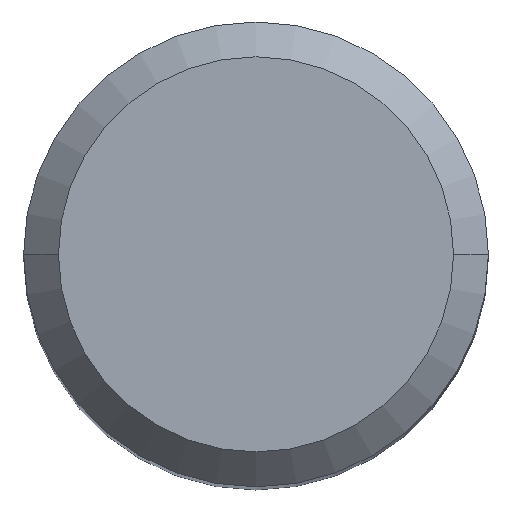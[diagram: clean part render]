
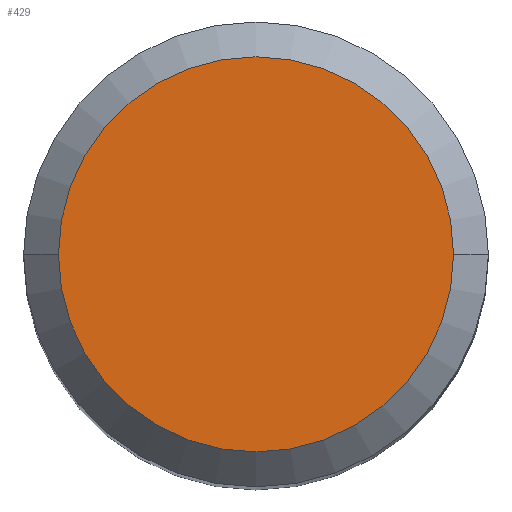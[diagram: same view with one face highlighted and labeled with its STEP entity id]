
A CAD part, top view. The second image highlights one B-rep face of the part: STEP entity #429.
In plain terms, the highlighted planar face has unit normal (0, 0, 1).
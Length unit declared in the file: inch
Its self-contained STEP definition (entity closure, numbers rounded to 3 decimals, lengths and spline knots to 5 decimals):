
#2 = DIRECTION ( 'NONE',  ( 1., 0., 0. ) ) ;
#17 = DIRECTION ( 'NONE',  ( 0., 0., 1. ) ) ;
#26 = DIRECTION ( 'NONE',  ( -1., 0., 0. ) ) ;
#35 = VERTEX_POINT ( 'NONE', #476 ) ;
#55 = ORIENTED_EDGE ( 'NONE', *, *, #366, .T. ) ;
#67 = CARTESIAN_POINT ( 'NONE',  ( 0., 0., 0. ) ) ;
#72 = EDGE_CURVE ( 'NONE', #235, #35, #432, .T. ) ;
#97 = FACE_OUTER_BOUND ( 'NONE', #323, .T. ) ;
#154 = AXIS2_PLACEMENT_3D ( 'NONE', #67, #17, #170 ) ;
#170 = DIRECTION ( 'NONE',  ( 1., 0., 0. ) ) ;
#173 = AXIS2_PLACEMENT_3D ( 'NONE', #370, #375, #2 ) ;
#174 = CARTESIAN_POINT ( 'NONE',  ( 0., 0., 0. ) ) ;
#235 = VERTEX_POINT ( 'NONE', #360 ) ;
#323 = EDGE_LOOP ( 'NONE', ( #55, #374 ) ) ;
#357 = PLANE ( 'NONE',  #452 ) ;
#360 = CARTESIAN_POINT ( 'NONE',  ( 0.16732, 0., 0. ) ) ;
#366 = EDGE_CURVE ( 'NONE', #35, #235, #367, .T. ) ;
#367 = CIRCLE ( 'NONE', #154, 0.16732 ) ;
#370 = CARTESIAN_POINT ( 'NONE',  ( 0., 0., 0. ) ) ;
#374 = ORIENTED_EDGE ( 'NONE', *, *, #72, .T. ) ;
#375 = DIRECTION ( 'NONE',  ( 0., 0., 1. ) ) ;
#429 = ADVANCED_FACE ( 'NONE', ( #97 ), #357, .F. ) ;
#432 = CIRCLE ( 'NONE', #173, 0.16732 ) ;
#452 = AXIS2_PLACEMENT_3D ( 'NONE', #174, #467, #26 ) ;
#467 = DIRECTION ( 'NONE',  ( 0., 0., -1. ) ) ;
#476 = CARTESIAN_POINT ( 'NONE',  ( -0.16732, 0., 0. ) ) ;
